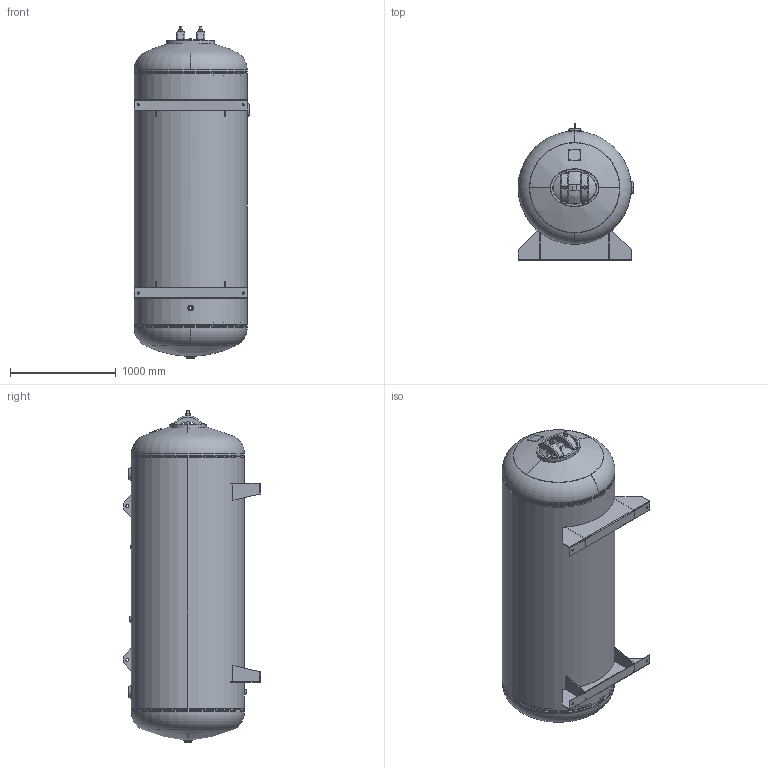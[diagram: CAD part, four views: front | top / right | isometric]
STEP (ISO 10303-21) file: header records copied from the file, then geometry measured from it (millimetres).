
FILE_DESCRIPTION (( 'STEP AP203' ), '1' );
FILE_NAME ('302490.STEP', '2012-03-06T13:43:04', ( '' ), ( '' ), 'SwSTEP 2.0', 'SolidWorks 2011', '' );
FILE_SCHEMA (( 'CONFIG_CONTROL_DESIGN' ));
Length unit declared in the file: inch
Products named in the file (1): 302490
Bounding box: 1092.71 x 1295.16 x 3133.63 mm (x, y, z)
Surface area: 23056459.8 mm2 (no closed solid volume)
Topology: 0 solids, 37 shells, 281 faces, 841 edges, 585 vertices
Faces by surface type: plane 116, cylinder 77, torus 68, bspline 12, sphere 8
Entity records: 13979 total; most frequent: CARTESIAN_POINT 6472, DIRECTION 1608, ORIENTED_EDGE 1348, EDGE_CURVE 841, AXIS2_PLACEMENT_3D 632, VERTEX_POINT 585, CIRCLE 362, LINE 344
